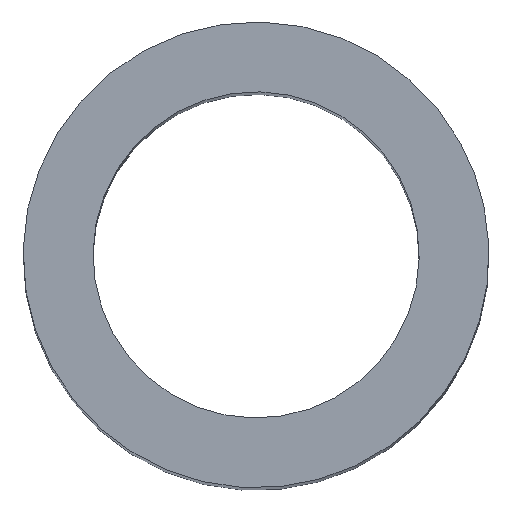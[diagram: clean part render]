
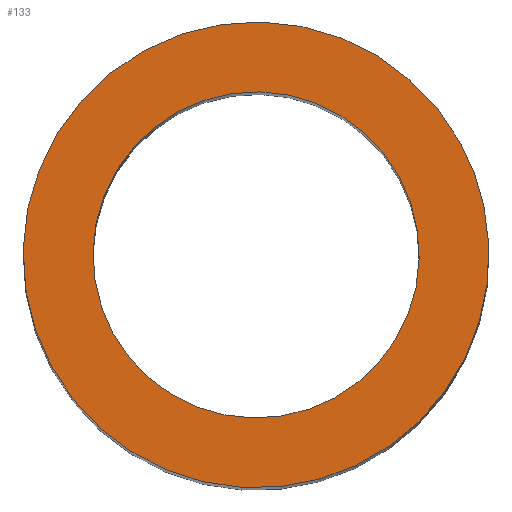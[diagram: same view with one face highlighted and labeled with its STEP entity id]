
A CAD part, top view. The second image highlights one B-rep face of the part: STEP entity #133.
In plain terms, the highlighted planar face has unit normal (0, 0, 1).
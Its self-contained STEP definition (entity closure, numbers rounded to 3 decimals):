
#48=AXIS2_PLACEMENT_3D('Circle Axis2P3D',#46,#47,$) ;
#109=AXIS2_PLACEMENT_3D('Plane Axis2P3D',#106,#107,#108) ;
#117=AXIS2_PLACEMENT_3D('Circle Axis2P3D',#115,#116,$) ;
#126=AXIS2_PLACEMENT_3D('Circle Axis2P3D',#124,#125,$) ;
#43=CARTESIAN_POINT('Vertex',(0.306,1.301,16.1)) ;
#46=CARTESIAN_POINT('Axis2P3D Location',(2.5,2.5,16.1)) ;
#50=CARTESIAN_POINT('Vertex',(4.694,3.699,16.1)) ;
#78=CARTESIAN_POINT('Control Point',(0.306,1.301,16.1)) ;
#79=CARTESIAN_POINT('Control Point',(0.683,0.612,16.1)) ;
#80=CARTESIAN_POINT('Control Point',(1.33,0.071,16.1)) ;
#81=CARTESIAN_POINT('Control Point',(2.172,-0.176,16.1)) ;
#82=CARTESIAN_POINT('Control Point',(3.846,0.035,16.1)) ;
#83=CARTESIAN_POINT('Control Point',(4.929,1.33,16.1)) ;
#84=CARTESIAN_POINT('Control Point',(5.176,2.172,16.1)) ;
#85=CARTESIAN_POINT('Control Point',(5.07,3.009,16.1)) ;
#86=CARTESIAN_POINT('Control Point',(4.694,3.699,16.1)) ;
#106=CARTESIAN_POINT('Axis2P3D Location',(5.,2.5,16.1)) ;
#115=CARTESIAN_POINT('Axis2P3D Location',(2.5,2.5,16.1)) ;
#119=CARTESIAN_POINT('Vertex',(4.036,3.339,16.1)) ;
#121=CARTESIAN_POINT('Vertex',(0.964,1.661,16.1)) ;
#124=CARTESIAN_POINT('Axis2P3D Location',(2.5,2.5,16.1)) ;
#47=DIRECTION('Axis2P3D Direction',(0.,0.,1.)) ;
#107=DIRECTION('Axis2P3D Direction',(-0.,0.,1.)) ;
#108=DIRECTION('Axis2P3D XDirection',(1.,0.,0.)) ;
#116=DIRECTION('Axis2P3D Direction',(-0.,0.,1.)) ;
#125=DIRECTION('Axis2P3D Direction',(-0.,0.,1.)) ;
#112=ORIENTED_EDGE('',*,*,#87,.T.) ;
#113=ORIENTED_EDGE('',*,*,#52,.T.) ;
#130=ORIENTED_EDGE('',*,*,#123,.F.) ;
#131=ORIENTED_EDGE('',*,*,#128,.F.) ;
#132=FACE_BOUND('',#129,.T.) ;
#133=ADVANCED_FACE('K\X2\00F6\X0\rper.3',(#114,#132),#110,.T.) ;
#77=B_SPLINE_CURVE_WITH_KNOTS('',5,(#78,#79,#80,#81,#82,#83,#84,#85,#86),.UNSPECIFIED.,.F.,.U.,(6,3,6),(-3.927,0.,3.927),.UNSPECIFIED.) ;
#49=CIRCLE('generated circle',#48,2.5) ;
#118=CIRCLE('generated circle',#117,1.75) ;
#127=CIRCLE('generated circle',#126,1.75) ;
#52=EDGE_CURVE('',#51,#44,#49,.T.) ;
#87=EDGE_CURVE('',#44,#51,#77,.T.) ;
#123=EDGE_CURVE('',#120,#122,#118,.T.) ;
#128=EDGE_CURVE('',#122,#120,#127,.T.) ;
#111=EDGE_LOOP('',(#112,#113)) ;
#129=EDGE_LOOP('',(#130,#131)) ;
#114=FACE_OUTER_BOUND('',#111,.T.) ;
#110=PLANE('',#109) ;
#44=VERTEX_POINT('',#43) ;
#51=VERTEX_POINT('',#50) ;
#120=VERTEX_POINT('',#119) ;
#122=VERTEX_POINT('',#121) ;
